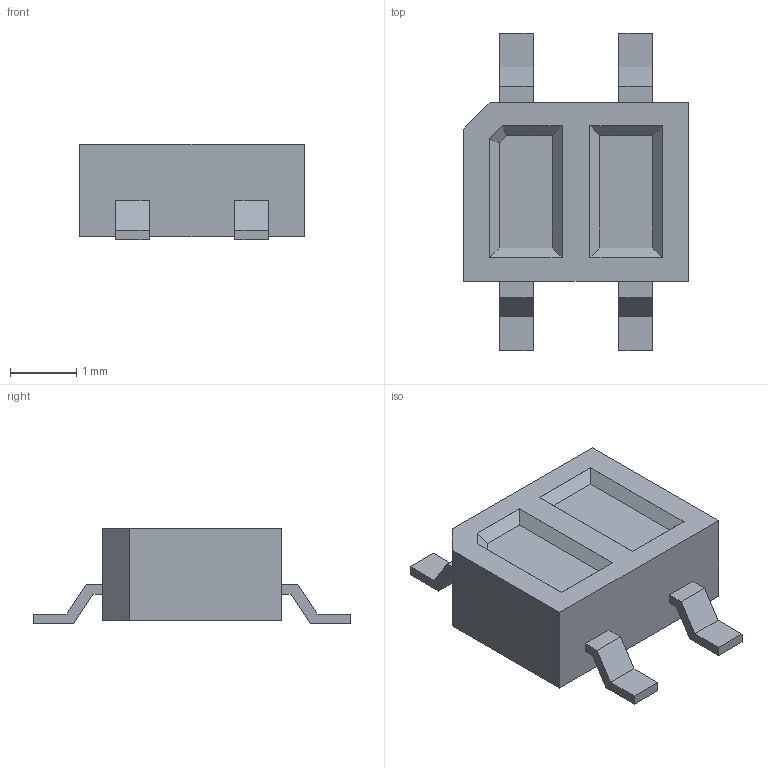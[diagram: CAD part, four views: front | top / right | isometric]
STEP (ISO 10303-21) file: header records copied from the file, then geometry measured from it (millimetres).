
FILE_DESCRIPTION(('FreeCAD Model'),'2;1');
FILE_NAME('OnSemi_CASE100CY.step', '2018-01-02T23:06:48',('kicad StepUp'),('ksu MCAD'), 'Open CASCADE STEP processor 6.8','FreeCAD','Unknown');
FILE_SCHEMA(('AUTOMOTIVE_DESIGN_CC2 { 1 2 10303 214 -1 1 5 4 }'));
Length unit declared in the file: millimetre
Products named in the file (1): OnSemi_CASE100CY
Bounding box: 3.4 x 4.8 x 1.45 mm (x, y, z)
Volume: 12.6 mm3; surface area: 42.5 mm2
Topology: 1 solids, 1 shells, 63 faces, 156 edges, 101 vertices
Faces by surface type: plane 63
Entity records: 1282 total; most frequent: ORIENTED_EDGE 247, EDGE_CURVE 156, CARTESIAN_POINT 151, LINE 148, VERTEX_POINT 101, FACE_BOUND 69, EDGE_LOOP 69, ADVANCED_FACE 63
